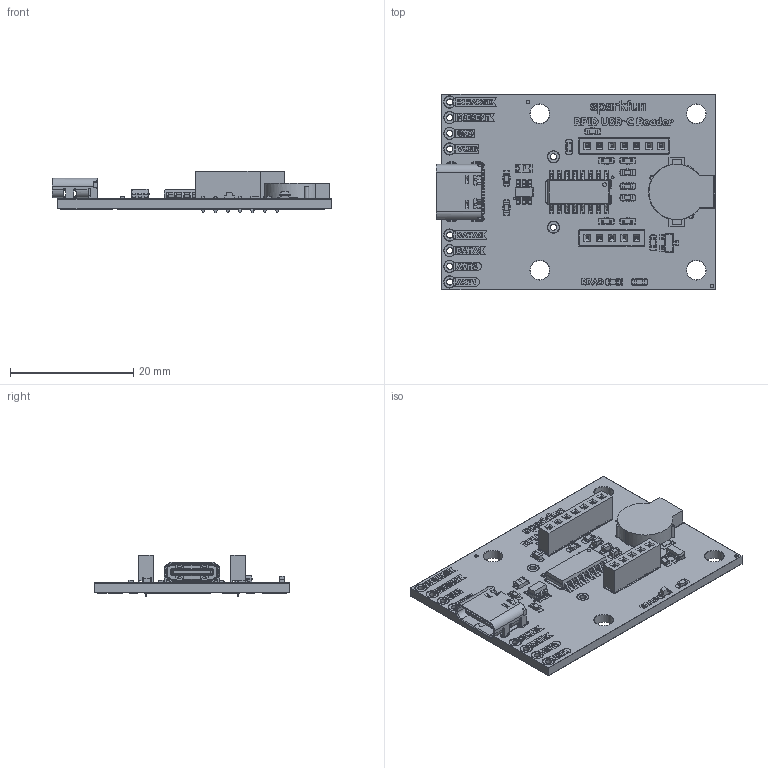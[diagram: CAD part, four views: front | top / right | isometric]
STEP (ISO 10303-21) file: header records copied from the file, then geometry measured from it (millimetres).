
FILE_DESCRIPTION(('KiCad electronic assembly'),'2;1');
FILE_NAME('cad_model.step','2025-03-14T20:50:04',('Pcbnew'),('Kicad'), 'Open CASCADE STEP processor 7.8','KiCad to STEP converter','Unknown' );
FILE_SCHEMA(('AUTOMOTIVE_DESIGN { 1 0 10303 214 1 1 1 1 }'));
Length unit declared in the file: millimetre
Products named in the file (21): cad_model 1; R_0603_1608Metric; C_0603_1608Metric; Buzzer_9mm_SMD; Fuse_0805_2012Metric; SOT-23; LED_0603_1608Metric_Green; USB-C_16; USB4105GFA_USB4105GFA; SO-16_3.9x9.9mm_P1.27mm; 1x05_2.0mm; M22-713_CONTACT; M22-71310_MOULD; SOT-23-6; 1x07_2.0mm; SparkFun_USB_RFID_Reader_pad; SparkFun_USB_RFID_Reader_silkscreen; SparkFun_USB_RFID_Reader_soldermask; SparkFun_USB_RFID_Reader_PCB
Assembly tree (41 placements, depth 3):
  cad_model 1
    R_0603_1608Metric  x9
    C_0603_1608Metric  x4
    Buzzer_9mm_SMD
    Fuse_0805_2012Metric
    SOT-23
    LED_0603_1608Metric_Green
    USB-C_16
      USB4105GFA_USB4105GFA
    SO-16_3.9x9.9mm_P1.27mm
    1x05_2.0mm
      M22-713_CONTACT  x5
      M22-71310_MOULD
    SOT-23-6
    1x07_2.0mm
      M22-713_CONTACT  x7
      M22-71310_MOULD
    SparkFun_USB_RFID_Reader_pad
    SparkFun_USB_RFID_Reader_silkscreen
    SparkFun_USB_RFID_Reader_soldermask
    SparkFun_USB_RFID_Reader_PCB
Bounding box: 45.39 x 31.75 x 6.8 mm (x, y, z)
Volume: 2614 mm3; surface area: 8409.8 mm2
Topology: 237 solids, 393 shells, 4189 faces, 15954 edges, 12412 vertices
Faces by surface type: plane 2876, cylinder 1178, bspline 71, cone 64
Full cylindrical faces by diameter (mm): 0.5 x2, 0.65 x2, 0.75 x36, 0.8 x26, 0.966 x30, 1.016 x20, 1.4 x20, 1.88 x20, 3.1 x4
Entity records: 149404 total; most frequent: CARTESIAN_POINT 28598, DIRECTION 22340, ORIENTED_EDGE 21053, EDGE_CURVE 13524, LINE 10888, VECTOR 10888, VERTEX_POINT 10876, AXIS2_PLACEMENT_3D 5726
